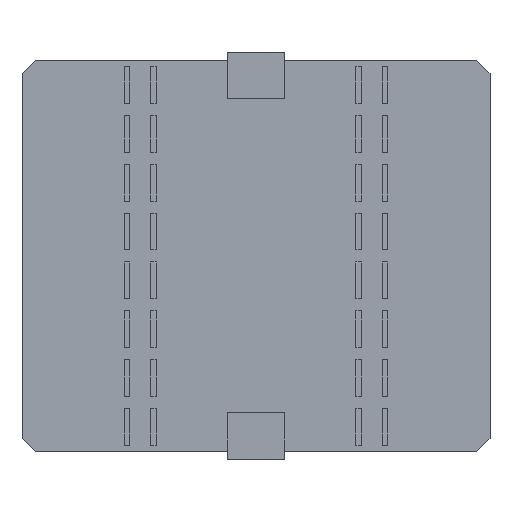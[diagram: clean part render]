
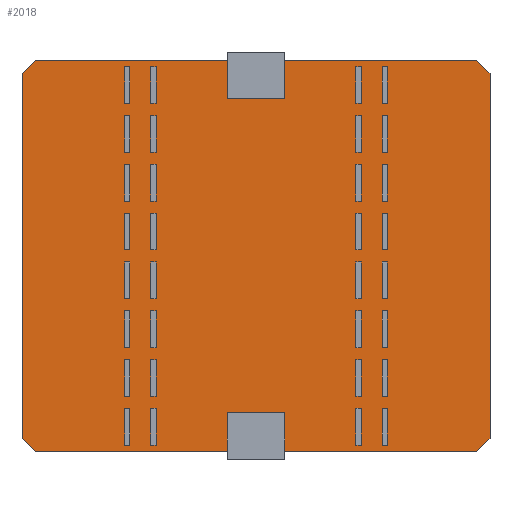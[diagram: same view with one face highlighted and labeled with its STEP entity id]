
A CAD part, top view. The second image highlights one B-rep face of the part: STEP entity #2018.
In plain terms, the highlighted planar face has unit normal (0, 0, 1).
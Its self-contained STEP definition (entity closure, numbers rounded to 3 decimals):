
#128=FACE_OUTER_BOUND('',#218,.T.);
#218=EDGE_LOOP('',(#1679,#1680,#1681,#1682,#1683,#1684,#1685,#1686));
#397=LINE('',#3080,#713);
#401=LINE('',#3089,#717);
#404=LINE('',#3096,#720);
#408=LINE('',#3105,#724);
#412=LINE('',#3111,#728);
#414=LINE('',#3114,#730);
#416=LINE('',#3117,#732);
#418=LINE('',#3120,#734);
#713=VECTOR('',#2484,1.);
#717=VECTOR('',#2490,1.);
#720=VECTOR('',#2495,1.);
#724=VECTOR('',#2501,1.);
#728=VECTOR('',#2507,10.);
#730=VECTOR('',#2511,10.);
#732=VECTOR('',#2515,10.);
#734=VECTOR('',#2519,10.);
#1029=VERTEX_POINT('',#3077);
#1030=VERTEX_POINT('',#3079);
#1033=VERTEX_POINT('',#3086);
#1034=VERTEX_POINT('',#3088);
#1036=VERTEX_POINT('',#3093);
#1037=VERTEX_POINT('',#3095);
#1040=VERTEX_POINT('',#3102);
#1041=VERTEX_POINT('',#3104);
#1325=EDGE_CURVE('',#1030,#1029,#397,.F.);
#1329=EDGE_CURVE('',#1034,#1033,#401,.F.);
#1332=EDGE_CURVE('',#1037,#1036,#404,.T.);
#1336=EDGE_CURVE('',#1041,#1040,#408,.T.);
#1340=EDGE_CURVE('',#1029,#1041,#412,.T.);
#1342=EDGE_CURVE('',#1030,#1033,#414,.T.);
#1344=EDGE_CURVE('',#1040,#1037,#416,.T.);
#1346=EDGE_CURVE('',#1034,#1036,#418,.T.);
#1679=ORIENTED_EDGE('',*,*,#1336,.T.);
#1680=ORIENTED_EDGE('',*,*,#1344,.T.);
#1681=ORIENTED_EDGE('',*,*,#1332,.T.);
#1682=ORIENTED_EDGE('',*,*,#1346,.F.);
#1683=ORIENTED_EDGE('',*,*,#1329,.T.);
#1684=ORIENTED_EDGE('',*,*,#1342,.F.);
#1685=ORIENTED_EDGE('',*,*,#1325,.T.);
#1686=ORIENTED_EDGE('',*,*,#1340,.T.);
#1928=PLANE('',#2237);
#2018=ADVANCED_FACE('',(#128),#1928,.T.);
#2237=AXIS2_PLACEMENT_3D('',#3122,#2522,#2523);
#2484=DIRECTION('',(0.,1.,0.));
#2490=DIRECTION('',(1.,0.,0.));
#2495=DIRECTION('',(0.,1.,0.));
#2501=DIRECTION('',(1.,0.,0.));
#2507=DIRECTION('',(0.707,-0.707,0.));
#2511=DIRECTION('',(0.707,0.707,0.));
#2515=DIRECTION('',(0.707,0.707,0.));
#2519=DIRECTION('',(0.707,-0.707,0.));
#2522=DIRECTION('center_axis',(0.,0.,1.));
#2523=DIRECTION('ref_axis',(1.,0.,0.));
#3077=CARTESIAN_POINT('',(15.248,13.429,1.));
#3079=CARTESIAN_POINT('',(15.248,152.429,1.));
#3080=CARTESIAN_POINT('',(15.248,82.929,1.));
#3086=CARTESIAN_POINT('',(20.248,157.429,1.));
#3088=CARTESIAN_POINT('',(188.248,157.429,1.));
#3089=CARTESIAN_POINT('',(104.248,157.429,1.));
#3093=CARTESIAN_POINT('',(193.248,152.429,1.));
#3095=CARTESIAN_POINT('',(193.248,13.429,1.));
#3096=CARTESIAN_POINT('',(193.248,82.929,1.));
#3102=CARTESIAN_POINT('',(188.248,8.429,1.));
#3104=CARTESIAN_POINT('',(20.248,8.429,1.));
#3105=CARTESIAN_POINT('',(104.248,8.429,1.));
#3111=CARTESIAN_POINT('',(15.248,13.429,1.));
#3114=CARTESIAN_POINT('',(15.248,152.429,1.));
#3117=CARTESIAN_POINT('',(188.248,8.429,1.));
#3120=CARTESIAN_POINT('',(188.248,157.429,1.));
#3122=CARTESIAN_POINT('Origin',(104.248,82.924,1.));
